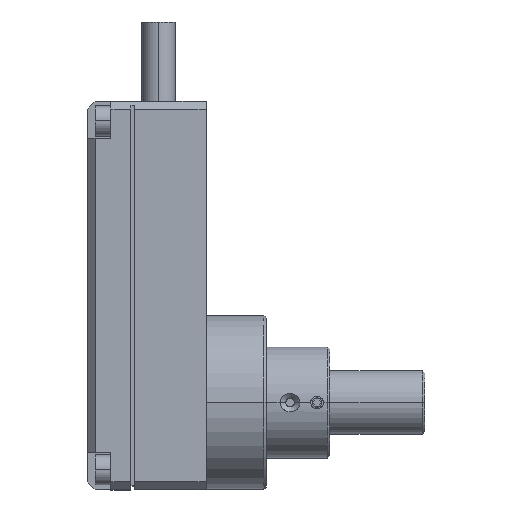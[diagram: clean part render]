
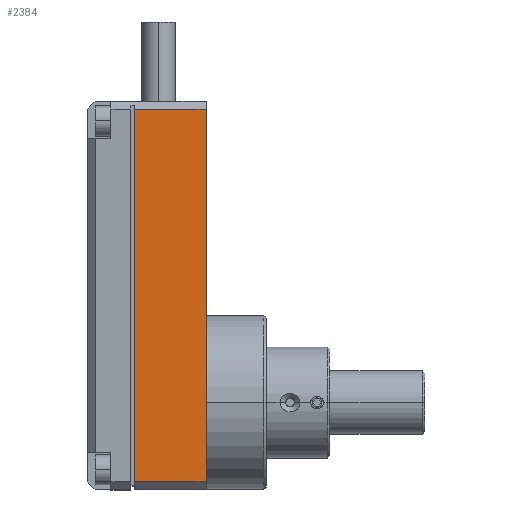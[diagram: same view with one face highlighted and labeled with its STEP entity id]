
A CAD part, top view. The second image highlights one B-rep face of the part: STEP entity #2384.
In plain terms, the highlighted planar face has unit normal (0, 0, 1).
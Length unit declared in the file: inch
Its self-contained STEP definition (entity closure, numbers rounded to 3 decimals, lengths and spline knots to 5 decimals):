
#160 = VERTEX_POINT ( 'NONE', #1105 ) ;
#162 = DIRECTION ( 'NONE',  ( 0., -1., 0. ) ) ;
#301 = ORIENTED_EDGE ( 'NONE', *, *, #2571, .F. ) ;
#336 = EDGE_CURVE ( 'NONE', #3048, #794, #1972, .T. ) ;
#513 = LINE ( 'NONE', #850, #3799 ) ;
#794 = VERTEX_POINT ( 'NONE', #1376 ) ;
#795 = PLANE ( 'NONE',  #4435 ) ;
#850 = CARTESIAN_POINT ( 'NONE',  ( -0.59055, 0.03937, 0.43307 ) ) ;
#1091 = CARTESIAN_POINT ( 'NONE',  ( -0.35433, 1.88976, 0.43307 ) ) ;
#1105 = CARTESIAN_POINT ( 'NONE',  ( 0., 1.88976, 0.43307 ) ) ;
#1133 = FACE_OUTER_BOUND ( 'NONE', #2343, .T. ) ;
#1184 = CARTESIAN_POINT ( 'NONE',  ( 0., 0.03937, 0.43307 ) ) ;
#1376 = CARTESIAN_POINT ( 'NONE',  ( -0.35433, 0.03937, 0.43307 ) ) ;
#1432 = ORIENTED_EDGE ( 'NONE', *, *, #1917, .T. ) ;
#1587 = EDGE_CURVE ( 'NONE', #794, #2528, #513, .T. ) ;
#1592 = LINE ( 'NONE', #2002, #3425 ) ;
#1715 = ORIENTED_EDGE ( 'NONE', *, *, #336, .T. ) ;
#1917 = EDGE_CURVE ( 'NONE', #160, #3048, #2849, .T. ) ;
#1972 = LINE ( 'NONE', #4204, #3148 ) ;
#2002 = CARTESIAN_POINT ( 'NONE',  ( 0., 0., 0.43307 ) ) ;
#2021 = DIRECTION ( 'NONE',  ( 0., -1., 0. ) ) ;
#2171 = DIRECTION ( 'NONE',  ( 0., 0., 1. ) ) ;
#2343 = EDGE_LOOP ( 'NONE', ( #301, #1432, #1715, #3674 ) ) ;
#2384 = ADVANCED_FACE ( 'NONE', ( #1133 ), #795, .T. ) ;
#2528 = VERTEX_POINT ( 'NONE', #1184 ) ;
#2571 = EDGE_CURVE ( 'NONE', #160, #2528, #1592, .T. ) ;
#2603 = CARTESIAN_POINT ( 'NONE',  ( -0.59055, 1.88976, 0.43307 ) ) ;
#2849 = LINE ( 'NONE', #3661, #3639 ) ;
#3048 = VERTEX_POINT ( 'NONE', #1091 ) ;
#3148 = VECTOR ( 'NONE', #2021, 39.37008 ) ;
#3425 = VECTOR ( 'NONE', #162, 39.37008 ) ;
#3639 = VECTOR ( 'NONE', #3975, 39.37008 ) ;
#3661 = CARTESIAN_POINT ( 'NONE',  ( -0.59055, 1.88976, 0.43307 ) ) ;
#3674 = ORIENTED_EDGE ( 'NONE', *, *, #1587, .T. ) ;
#3799 = VECTOR ( 'NONE', #4532, 39.37008 ) ;
#3975 = DIRECTION ( 'NONE',  ( -1., 0., 0. ) ) ;
#4204 = CARTESIAN_POINT ( 'NONE',  ( -0.35433, 1.88976, 0.43307 ) ) ;
#4435 = AXIS2_PLACEMENT_3D ( 'NONE', #2603, #2171, #4475 ) ;
#4475 = DIRECTION ( 'NONE',  ( 1., 0., 0. ) ) ;
#4532 = DIRECTION ( 'NONE',  ( 1., 0., 0. ) ) ;
